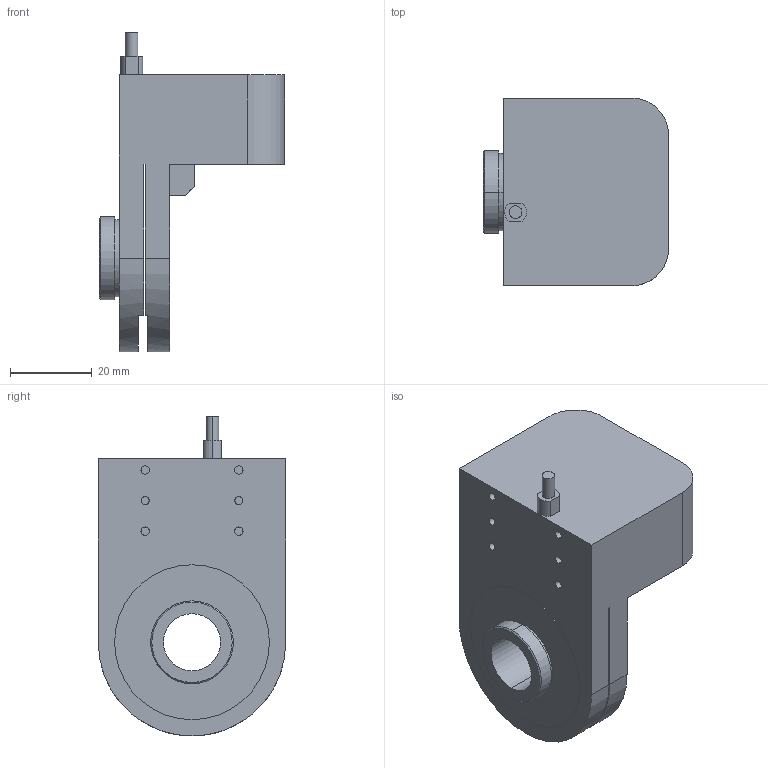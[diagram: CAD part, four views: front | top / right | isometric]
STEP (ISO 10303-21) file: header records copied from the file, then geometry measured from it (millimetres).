
FILE_DESCRIPTION (( 'STEP AP203' ), '1' );
FILE_NAME ('P725_1_adapterW0,8.STEP', '2007-03-12T12:28:56', ( 'USER' ), ( 'PI' ), 'SwSTEP 2.0', 'SolidWorks 2006104', '' );
FILE_SCHEMA (( 'CONFIG_CONTROL_DESIGN' ));
Length unit declared in the file: millimetre
Products named in the file (1): P725_1_adapterW0,8
Bounding box: 45.4 x 46 x 78.5 mm (x, y, z)
Volume: 61551.9 mm3; surface area: 16757 mm2
Topology: 1 solids, 1 shells, 74 faces, 175 edges, 116 vertices
Faces by surface type: cylinder 36, plane 36, cone 2
Entity records: 2246 total; most frequent: DIRECTION 401, CARTESIAN_POINT 372, ORIENTED_EDGE 350, EDGE_CURVE 175, AXIS2_PLACEMENT_3D 153, VERTEX_POINT 116, VECTOR 95, LINE 95
